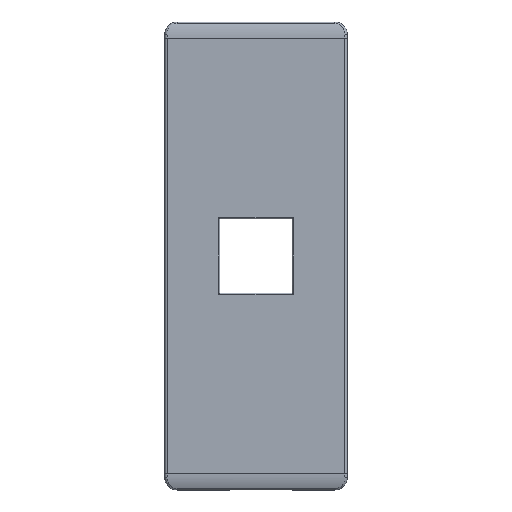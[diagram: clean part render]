
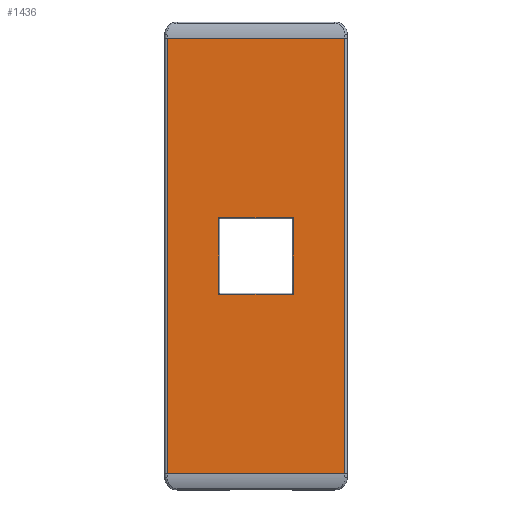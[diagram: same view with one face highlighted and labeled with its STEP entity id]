
A CAD part, front view. The second image highlights one B-rep face of the part: STEP entity #1436.
In plain terms, the highlighted planar face has unit normal (0, -1, 0).
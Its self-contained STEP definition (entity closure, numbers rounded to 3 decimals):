
#31=FACE_BOUND('',#197,.T.);
#50=PLANE('',#1558);
#111=FACE_OUTER_BOUND('',#196,.T.);
#196=EDGE_LOOP('',(#1020,#1021,#1022,#1023));
#197=EDGE_LOOP('',(#1024,#1025,#1026,#1027));
#280=LINE('',#2119,#430);
#283=LINE('',#2129,#433);
#284=LINE('',#2133,#434);
#286=LINE('',#2138,#436);
#293=LINE('',#2157,#443);
#294=LINE('',#2159,#444);
#295=LINE('',#2161,#445);
#296=LINE('',#2162,#446);
#430=VECTOR('',#1705,10.);
#433=VECTOR('',#1714,10.);
#434=VECTOR('',#1719,10.);
#436=VECTOR('',#1725,10.);
#443=VECTOR('',#1742,10.);
#444=VECTOR('',#1743,10.);
#445=VECTOR('',#1744,10.);
#446=VECTOR('',#1745,10.);
#634=VERTEX_POINT('',#2117);
#635=VERTEX_POINT('',#2118);
#639=VERTEX_POINT('',#2128);
#640=VERTEX_POINT('',#2132);
#647=VERTEX_POINT('',#2155);
#648=VERTEX_POINT('',#2156);
#649=VERTEX_POINT('',#2158);
#650=VERTEX_POINT('',#2160);
#774=EDGE_CURVE('',#634,#635,#280,.T.);
#779=EDGE_CURVE('',#635,#639,#283,.T.);
#781=EDGE_CURVE('',#640,#634,#284,.T.);
#784=EDGE_CURVE('',#639,#640,#286,.T.);
#793=EDGE_CURVE('',#647,#648,#293,.T.);
#794=EDGE_CURVE('',#649,#647,#294,.T.);
#795=EDGE_CURVE('',#650,#649,#295,.T.);
#796=EDGE_CURVE('',#648,#650,#296,.T.);
#1020=ORIENTED_EDGE('',*,*,#793,.F.);
#1021=ORIENTED_EDGE('',*,*,#794,.F.);
#1022=ORIENTED_EDGE('',*,*,#795,.F.);
#1023=ORIENTED_EDGE('',*,*,#796,.F.);
#1024=ORIENTED_EDGE('',*,*,#774,.F.);
#1025=ORIENTED_EDGE('',*,*,#781,.F.);
#1026=ORIENTED_EDGE('',*,*,#784,.F.);
#1027=ORIENTED_EDGE('',*,*,#779,.F.);
#1436=ADVANCED_FACE('',(#111,#31),#50,.T.);
#1558=AXIS2_PLACEMENT_3D('',#2154,#1740,#1741);
#1705=DIRECTION('',(1.,0.,0.));
#1714=DIRECTION('',(0.,0.,1.));
#1719=DIRECTION('',(0.,0.,-1.));
#1725=DIRECTION('',(-1.,0.,0.));
#1740=DIRECTION('center_axis',(0.,-1.,0.));
#1741=DIRECTION('ref_axis',(0.,0.,-1.));
#1742=DIRECTION('',(0.,0.,1.));
#1743=DIRECTION('',(-1.,0.,0.));
#1744=DIRECTION('',(0.,0.,-1.));
#1745=DIRECTION('',(1.,0.,0.));
#2117=CARTESIAN_POINT('',(-15.2,-1.5,-15.575));
#2118=CARTESIAN_POINT('',(15.2,-1.5,-15.575));
#2119=CARTESIAN_POINT('',(-7.35,-1.5,-15.575));
#2128=CARTESIAN_POINT('',(15.2,-1.5,15.575));
#2129=CARTESIAN_POINT('',(15.2,-1.5,-47.5));
#2132=CARTESIAN_POINT('',(-15.2,-1.5,15.575));
#2133=CARTESIAN_POINT('',(-15.2,-1.5,7.538));
#2138=CARTESIAN_POINT('',(7.35,-1.5,15.575));
#2154=CARTESIAN_POINT('Origin',(0.,-1.5,0.));
#2155=CARTESIAN_POINT('',(-36.,-1.5,-88.462));
#2156=CARTESIAN_POINT('',(-36.,-1.5,88.462));
#2157=CARTESIAN_POINT('',(-36.,-1.5,-47.5));
#2158=CARTESIAN_POINT('',(36.,-1.5,-88.462));
#2159=CARTESIAN_POINT('',(37.,-1.5,-88.462));
#2160=CARTESIAN_POINT('',(36.,-1.5,88.462));
#2161=CARTESIAN_POINT('',(36.,-1.5,47.5));
#2162=CARTESIAN_POINT('',(37.,-1.5,88.462));
